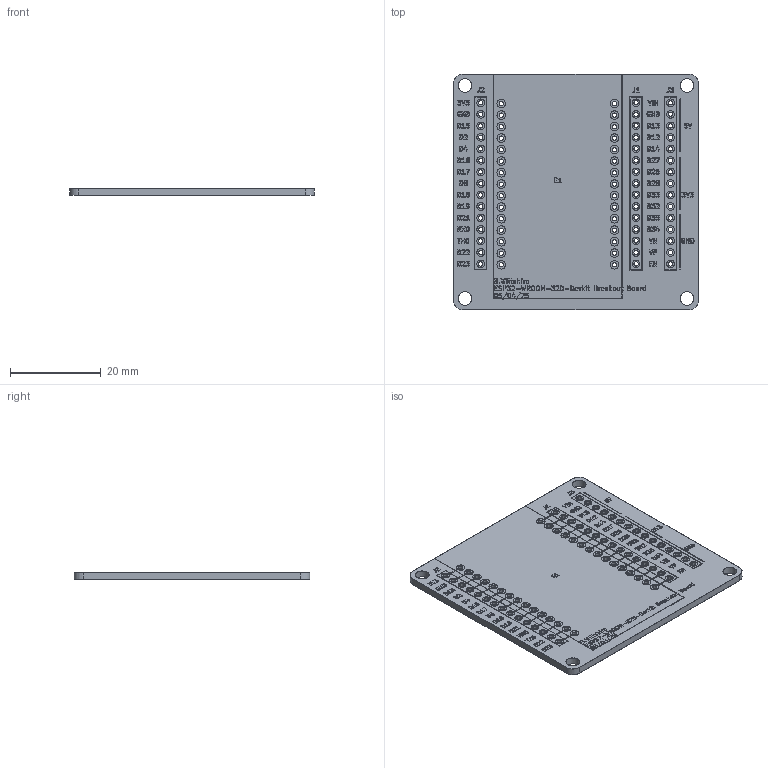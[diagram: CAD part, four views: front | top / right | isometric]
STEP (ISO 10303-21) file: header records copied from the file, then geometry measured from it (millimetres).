
FILE_DESCRIPTION(('KiCad electronic assembly'),'2;1');
FILE_NAME('ESP32 Breakout Board.step','2025-04-06T11:53:42',('Pcbnew'),( 'Kicad'),'Open CASCADE STEP processor 7.6','KiCad to STEP converter' ,'Unknown');
FILE_SCHEMA(('AUTOMOTIVE_DESIGN { 1 0 10303 214 1 1 1 1 }'));
Length unit declared in the file: millimetre
Products named in the file (5): ESP32 Breakout Board 1; ESP32 Breakout Board_copper; ESP32 Breakout Board_silkscreen; ESP32 Breakout Board_soldermask; ESP32 Breakout Board_PCB
Assembly tree (4 placements, depth 2):
  ESP32 Breakout Board 1
    ESP32 Breakout Board_copper
    ESP32 Breakout Board_silkscreen
    ESP32 Breakout Board_soldermask
    ESP32 Breakout Board_PCB
Bounding box: 54 x 52 x 1.64 mm (x, y, z)
Volume: 4122.2 mm3; surface area: 12772.5 mm2
Topology: 36 solids, 199 shells, 947 faces, 4936 edges, 4374 vertices
Faces by surface type: plane 564, cylinder 383
Full cylindrical faces by diameter (mm): 0.95 x45, 0.97 x30, 1 x90, 1.02 x60, 1.7 x90, 1.905 x60, 3 x4
Entity records: 53078 total; most frequent: CARTESIAN_POINT 10262, DIRECTION 8701, ORIENTED_EDGE 6652, EDGE_CURVE 4936, VERTEX_POINT 4374, LINE 3075, VECTOR 3075, AXIS2_PLACEMENT_3D 2813
